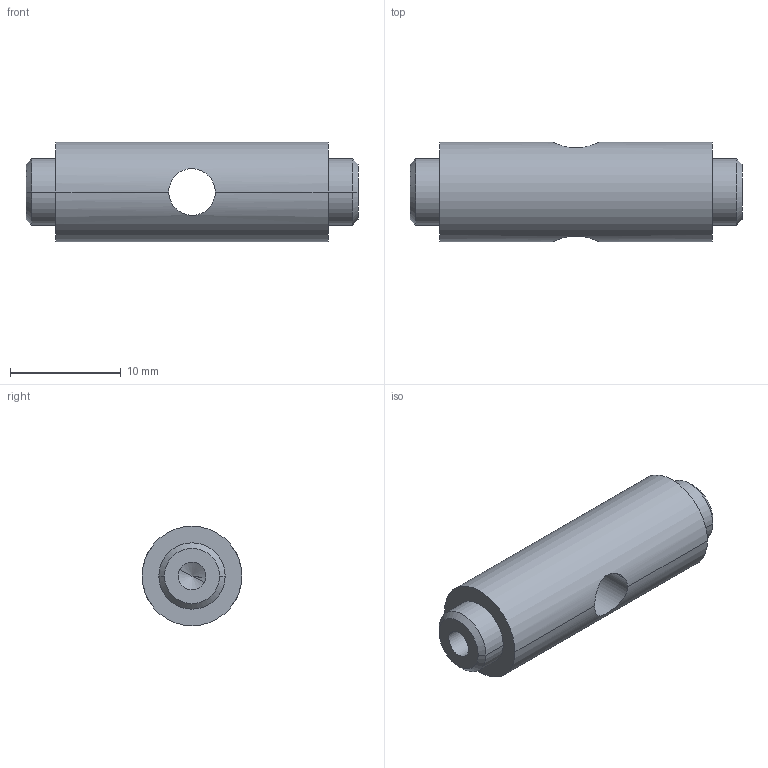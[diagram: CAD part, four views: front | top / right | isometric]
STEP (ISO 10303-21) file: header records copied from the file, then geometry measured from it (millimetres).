
FILE_DESCRIPTION(('CATIA V5 STEP Exchange'),'2;1');
FILE_NAME('Axe reglage angulaire - 00.stp','2017-05-20T10:48:45+00:00',('none'),('none'),'CATIA Version 5 Release 16 (IN-10)','CATIA V5 STEP AP203','none');
FILE_SCHEMA(('CONFIG_CONTROL_DESIGN'));
Length unit declared in the file: millimetre
Products named in the file (1): Axe reglage angulaire - 00
Bounding box: 30 x 9 x 9 mm (x, y, z)
Volume: 1491.5 mm3; surface area: 1154.9 mm2
Topology: 1 solids, 1 shells, 24 faces, 58 edges, 34 vertices
Faces by surface type: cylinder 12, cone 8, plane 4
Entity records: 708 total; most frequent: CARTESIAN_POINT 173, ORIENTED_EDGE 108, DIRECTION 78, EDGE_CURVE 54, AXIS2_PLACEMENT_3D 41, VERTEX_POINT 34, EDGE_LOOP 28, ADVANCED_FACE 24
